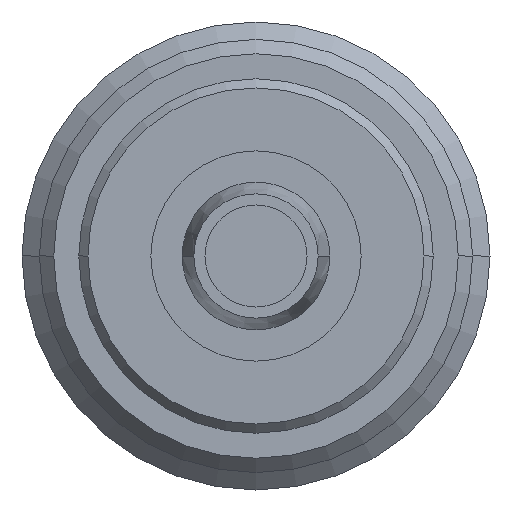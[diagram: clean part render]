
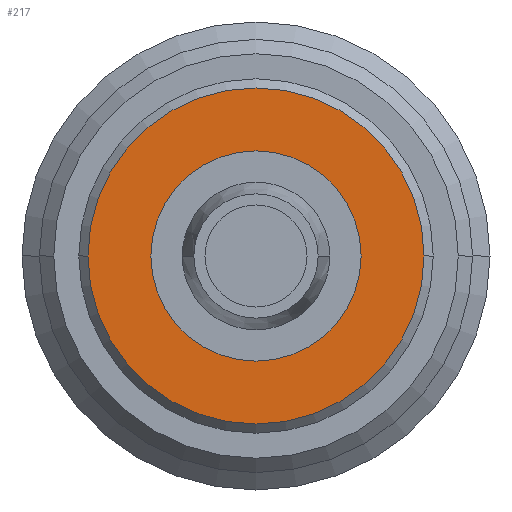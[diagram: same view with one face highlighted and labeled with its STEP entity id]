
A CAD part, left-side view. The second image highlights one B-rep face of the part: STEP entity #217.
In plain terms, the highlighted planar face has unit normal (-1, 0, 0).
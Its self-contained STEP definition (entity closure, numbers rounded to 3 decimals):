
#4 = DIRECTION ( 'NONE',  ( -1., 0., 0. ) ) ;
#34 = ORIENTED_EDGE ( 'NONE', *, *, #477, .F. ) ;
#58 = AXIS2_PLACEMENT_3D ( 'NONE', #2103, #1531, #182 ) ;
#86 = ORIENTED_EDGE ( 'NONE', *, *, #987, .F. ) ;
#182 = DIRECTION ( 'NONE',  ( 0., -1., 0. ) ) ;
#217 = ADVANCED_FACE ( 'NONE', ( #1993, #931 ), #395, .F. ) ;
#288 = ORIENTED_EDGE ( 'NONE', *, *, #448, .T. ) ;
#319 = AXIS2_PLACEMENT_3D ( 'NONE', #527, #1227, #1743 ) ;
#345 = CARTESIAN_POINT ( 'NONE',  ( -18.486, -3.775, 0. ) ) ;
#379 = ORIENTED_EDGE ( 'NONE', *, *, #941, .T. ) ;
#395 = PLANE ( 'NONE',  #2073 ) ;
#404 = EDGE_LOOP ( 'NONE', ( #288, #379 ) ) ;
#414 = DIRECTION ( 'NONE',  ( 0., 1., 0. ) ) ;
#448 = EDGE_CURVE ( 'NONE', #857, #728, #535, .T. ) ;
#477 = EDGE_CURVE ( 'NONE', #1994, #558, #826, .T. ) ;
#483 = DIRECTION ( 'NONE',  ( -1., 0., 0. ) ) ;
#490 = CARTESIAN_POINT ( 'NONE',  ( -18.486, 2.788, 0. ) ) ;
#527 = CARTESIAN_POINT ( 'NONE',  ( -18.486, -0.493, 0. ) ) ;
#534 = DIRECTION ( 'NONE',  ( 0., -1., 0. ) ) ;
#535 = CIRCLE ( 'NONE', #902, 5.246 ) ;
#558 = VERTEX_POINT ( 'NONE', #345 ) ;
#629 = EDGE_LOOP ( 'NONE', ( #86, #34 ) ) ;
#728 = VERTEX_POINT ( 'NONE', #778 ) ;
#778 = CARTESIAN_POINT ( 'NONE',  ( -18.486, -5.74, 0. ) ) ;
#826 = CIRCLE ( 'NONE', #319, 3.281 ) ;
#832 = CIRCLE ( 'NONE', #2194, 3.281 ) ;
#857 = VERTEX_POINT ( 'NONE', #1577 ) ;
#867 = CIRCLE ( 'NONE', #58, 5.246 ) ;
#902 = AXIS2_PLACEMENT_3D ( 'NONE', #1585, #4, #1915 ) ;
#931 = FACE_OUTER_BOUND ( 'NONE', #404, .T. ) ;
#941 = EDGE_CURVE ( 'NONE', #728, #857, #867, .T. ) ;
#987 = EDGE_CURVE ( 'NONE', #558, #1994, #832, .T. ) ;
#1227 = DIRECTION ( 'NONE',  ( -1., 0., 0. ) ) ;
#1430 = DIRECTION ( 'NONE',  ( 1., 0., 0. ) ) ;
#1531 = DIRECTION ( 'NONE',  ( -1., 0., 0. ) ) ;
#1577 = CARTESIAN_POINT ( 'NONE',  ( -18.486, 4.753, 0. ) ) ;
#1585 = CARTESIAN_POINT ( 'NONE',  ( -18.486, -0.493, 0. ) ) ;
#1633 = CARTESIAN_POINT ( 'NONE',  ( -18.486, 2.788, 0. ) ) ;
#1743 = DIRECTION ( 'NONE',  ( 0., -1., 0. ) ) ;
#1915 = DIRECTION ( 'NONE',  ( 0., -1., 0. ) ) ;
#1993 = FACE_BOUND ( 'NONE', #629, .T. ) ;
#1994 = VERTEX_POINT ( 'NONE', #490 ) ;
#2059 = CARTESIAN_POINT ( 'NONE',  ( -18.486, -0.493, 0. ) ) ;
#2073 = AXIS2_PLACEMENT_3D ( 'NONE', #1633, #1430, #414 ) ;
#2103 = CARTESIAN_POINT ( 'NONE',  ( -18.486, -0.493, 0. ) ) ;
#2194 = AXIS2_PLACEMENT_3D ( 'NONE', #2059, #483, #534 ) ;
